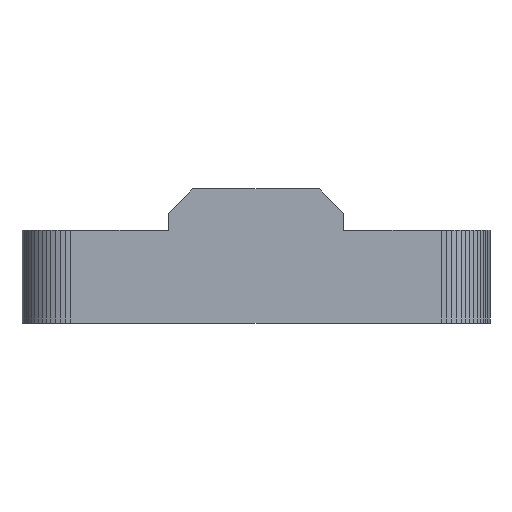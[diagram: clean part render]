
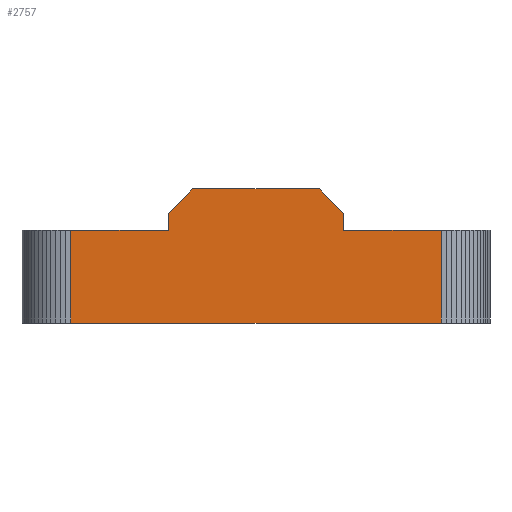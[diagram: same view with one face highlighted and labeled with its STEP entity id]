
A CAD part, left-side view. The second image highlights one B-rep face of the part: STEP entity #2757.
In plain terms, the highlighted planar face has unit normal (-1, 0, 0).
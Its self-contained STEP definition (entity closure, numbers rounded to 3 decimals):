
#111=FACE_OUTER_BOUND('',#245,.T.);
#245=EDGE_LOOP('',(#2363,#2364,#2365,#2366,#2367,#2368,#2369,#2370,#2371,
#2372));
#348=LINE('',#3744,#744);
#366=LINE('',#3779,#762);
#368=LINE('',#3783,#764);
#461=LINE('',#3967,#857);
#465=LINE('',#3975,#861);
#508=LINE('',#4052,#904);
#607=LINE('',#4241,#1003);
#648=LINE('',#4324,#1044);
#649=LINE('',#4325,#1045);
#650=LINE('',#4326,#1046);
#744=VECTOR('',#3034,1.414);
#762=VECTOR('',#3064,3.8);
#764=VECTOR('',#3068,4.);
#857=VECTOR('',#3191,3.8);
#861=VECTOR('',#3197,4.);
#904=VECTOR('',#3242,15.2);
#1003=VECTOR('',#3367,1.414);
#1044=VECTOR('',#3492,0.7);
#1045=VECTOR('',#3493,5.2);
#1046=VECTOR('',#3494,0.7);
#1135=VERTEX_POINT('',#3740);
#1137=VERTEX_POINT('',#3743);
#1147=VERTEX_POINT('',#3776);
#1148=VERTEX_POINT('',#3778);
#1149=VERTEX_POINT('',#3782);
#1224=VERTEX_POINT('',#3965);
#1225=VERTEX_POINT('',#3966);
#1228=VERTEX_POINT('',#3974);
#1335=VERTEX_POINT('',#4234);
#1338=VERTEX_POINT('',#4239);
#1404=EDGE_CURVE('',#1137,#1135,#348,.T.);
#1422=EDGE_CURVE('',#1148,#1147,#366,.T.);
#1424=EDGE_CURVE('',#1147,#1149,#368,.T.);
#1517=EDGE_CURVE('',#1224,#1225,#461,.T.);
#1521=EDGE_CURVE('',#1228,#1225,#465,.T.);
#1564=EDGE_CURVE('',#1148,#1224,#508,.T.);
#1663=EDGE_CURVE('',#1335,#1338,#607,.T.);
#1704=EDGE_CURVE('',#1149,#1335,#648,.T.);
#1705=EDGE_CURVE('',#1338,#1137,#649,.T.);
#1706=EDGE_CURVE('',#1228,#1135,#650,.T.);
#2363=ORIENTED_EDGE('',*,*,#1422,.T.);
#2364=ORIENTED_EDGE('',*,*,#1424,.T.);
#2365=ORIENTED_EDGE('',*,*,#1704,.T.);
#2366=ORIENTED_EDGE('',*,*,#1663,.T.);
#2367=ORIENTED_EDGE('',*,*,#1705,.T.);
#2368=ORIENTED_EDGE('',*,*,#1404,.T.);
#2369=ORIENTED_EDGE('',*,*,#1706,.F.);
#2370=ORIENTED_EDGE('',*,*,#1521,.T.);
#2371=ORIENTED_EDGE('',*,*,#1517,.F.);
#2372=ORIENTED_EDGE('',*,*,#1564,.F.);
#2623=PLANE('',#2893);
#2757=ADVANCED_FACE('',(#111),#2623,.T.);
#2893=AXIS2_PLACEMENT_3D('',#4323,#3490,#3491);
#3034=DIRECTION('',(0.,0.707,-0.707));
#3064=DIRECTION('',(0.,0.,1.));
#3068=DIRECTION('',(0.,1.,0.));
#3191=DIRECTION('',(0.,0.,1.));
#3197=DIRECTION('',(0.,1.,0.));
#3242=DIRECTION('',(0.,1.,0.));
#3367=DIRECTION('',(0.,0.707,0.707));
#3490=DIRECTION('center_axis',(-1.,0.,0.));
#3491=DIRECTION('ref_axis',(0.,0.,1.));
#3492=DIRECTION('',(0.,0.,1.));
#3493=DIRECTION('',(0.,1.,0.));
#3494=DIRECTION('',(0.,0.,1.));
#3740=CARTESIAN_POINT('',(0.,13.2,4.5));
#3743=CARTESIAN_POINT('',(0.,12.2,5.5));
#3744=CARTESIAN_POINT('',(0.,12.2,5.5));
#3776=CARTESIAN_POINT('',(0.,2.,3.8));
#3778=CARTESIAN_POINT('',(0.,2.,0.));
#3779=CARTESIAN_POINT('',(0.,2.,0.));
#3782=CARTESIAN_POINT('',(0.,6.,3.8));
#3783=CARTESIAN_POINT('',(0.,2.,3.8));
#3965=CARTESIAN_POINT('',(0.,17.2,0.));
#3966=CARTESIAN_POINT('',(0.,17.2,3.8));
#3967=CARTESIAN_POINT('',(0.,17.2,0.));
#3974=CARTESIAN_POINT('',(0.,13.2,3.8));
#3975=CARTESIAN_POINT('',(0.,13.2,3.8));
#4052=CARTESIAN_POINT('',(0.,2.,0.));
#4234=CARTESIAN_POINT('',(0.,6.,4.5));
#4239=CARTESIAN_POINT('',(0.,7.,5.5));
#4241=CARTESIAN_POINT('',(0.,6.,4.5));
#4323=CARTESIAN_POINT('Origin',(0.,6.,3.8));
#4324=CARTESIAN_POINT('',(0.,6.,3.8));
#4325=CARTESIAN_POINT('',(0.,7.,5.5));
#4326=CARTESIAN_POINT('',(0.,13.2,3.8));
